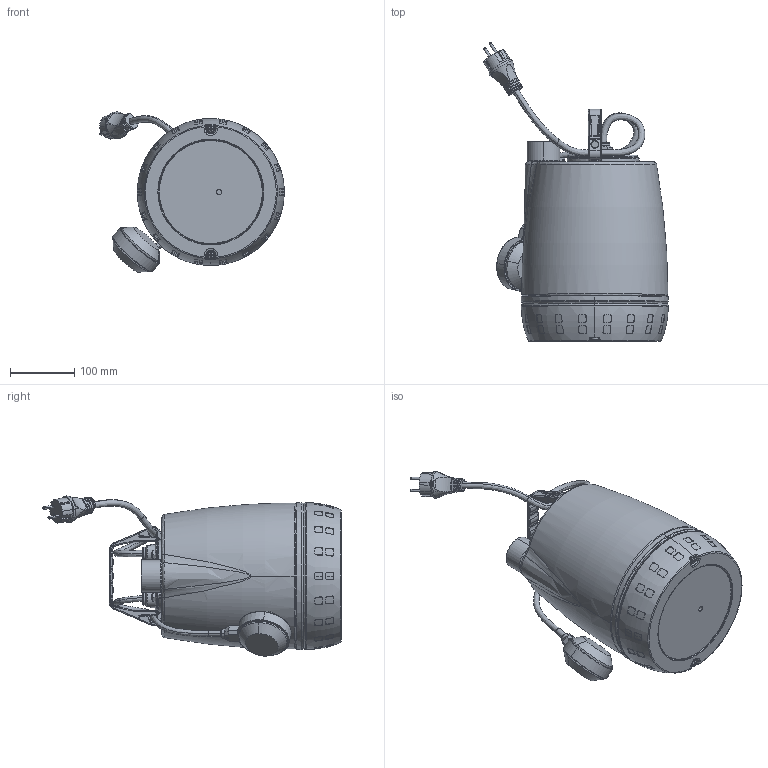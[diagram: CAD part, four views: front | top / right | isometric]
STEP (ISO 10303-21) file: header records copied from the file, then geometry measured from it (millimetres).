
FILE_DESCRIPTION (( 'STEP AP203' ), '1' );
FILE_NAME ('4.93.601.02swp00.step', '2023-06-14T14:47:13', ( '' ), ( '' ), 'SwSTEP 2.0', 'SolidWorks 2020', '' );
FILE_SCHEMA (( 'CONFIG_CONTROL_DESIGN' ));
Length unit declared in the file: millimetre
Products named in the file (1): 4.93.601.02swp00
Bounding box: 286.33 x 462.85 x 248.52 mm (x, y, z)
Volume: 11235660.6 mm3; surface area: 496789.1 mm2
Topology: 24 solids, 24 shells, 1901 faces, 4849 edges, 3003 vertices
Faces by surface type: cylinder 646, plane 639, bspline 449, cone 77, torus 62, sphere 28
Entity records: 120717 total; most frequent: CARTESIAN_POINT 80257, ORIENTED_EDGE 9586, DIRECTION 6346, EDGE_CURVE 4793, VERTEX_POINT 3003, AXIS2_PLACEMENT_3D 2244, B_SPLINE_CURVE_WITH_KNOTS 2078, EDGE_LOOP 2000
